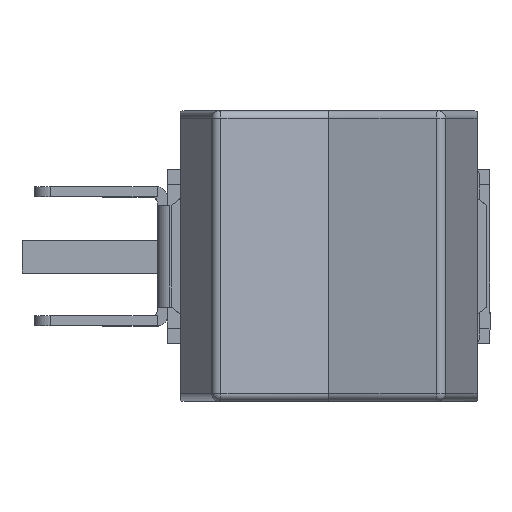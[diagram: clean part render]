
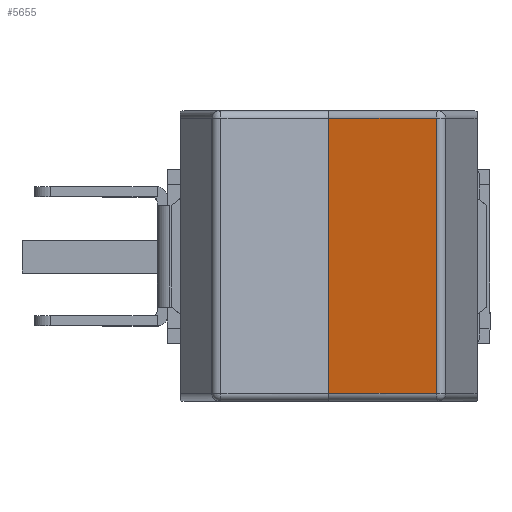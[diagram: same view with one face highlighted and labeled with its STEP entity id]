
A CAD part, top view. The second image highlights one B-rep face of the part: STEP entity #5655.
In plain terms, the highlighted planar face has unit normal (-0.216, 0, 0.976).
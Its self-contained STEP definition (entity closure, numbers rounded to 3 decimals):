
#61=PLANE('',#6059);
#312=FACE_OUTER_BOUND('',#651,.T.);
#651=EDGE_LOOP('',(#3950,#3951,#3952,#3953));
#1211=LINE('',#8385,#1852);
#1214=LINE('',#8393,#1855);
#1217=LINE('',#8399,#1858);
#1228=LINE('',#8422,#1869);
#1852=VECTOR('',#6662,10.);
#1855=VECTOR('',#6671,10.);
#1858=VECTOR('',#6678,10.);
#1869=VECTOR('',#6707,10.);
#2511=VERTEX_POINT('',#8364);
#2515=VERTEX_POINT('',#8373);
#2517=VERTEX_POINT('',#8378);
#2520=VERTEX_POINT('',#8392);
#3055=EDGE_CURVE('',#2517,#2515,#1211,.T.);
#3059=EDGE_CURVE('',#2520,#2517,#1214,.T.);
#3063=EDGE_CURVE('',#2515,#2511,#1217,.T.);
#3077=EDGE_CURVE('',#2520,#2511,#1228,.T.);
#3950=ORIENTED_EDGE('',*,*,#3063,.F.);
#3951=ORIENTED_EDGE('',*,*,#3055,.F.);
#3952=ORIENTED_EDGE('',*,*,#3059,.F.);
#3953=ORIENTED_EDGE('',*,*,#3077,.T.);
#5655=ADVANCED_FACE('',(#312),#61,.T.);
#6059=AXIS2_PLACEMENT_3D('',#8421,#6705,#6706);
#6662=DIRECTION('',(0.,-1.,0.));
#6671=DIRECTION('',(0.976,0.,0.216));
#6678=DIRECTION('',(-0.976,0.,-0.216));
#6705=DIRECTION('center_axis',(-0.216,0.,
0.976));
#6706=DIRECTION('ref_axis',(0.,-1.,0.));
#6707=DIRECTION('',(0.,-1.,0.));
#8364=CARTESIAN_POINT('',(0.,-5.415,19.994));
#8373=CARTESIAN_POINT('',(4.239,-5.415,20.933));
#8378=CARTESIAN_POINT('',(4.239,5.415,20.933));
#8385=CARTESIAN_POINT('',(4.239,0.,20.933));
#8392=CARTESIAN_POINT('',(0.,5.415,19.994));
#8393=CARTESIAN_POINT('',(-1.63,5.415,19.632));
#8399=CARTESIAN_POINT('',(-1.63,-5.415,19.632));
#8421=CARTESIAN_POINT('Origin',(0.,0.,
19.994));
#8422=CARTESIAN_POINT('',(0.,0.,19.994));
